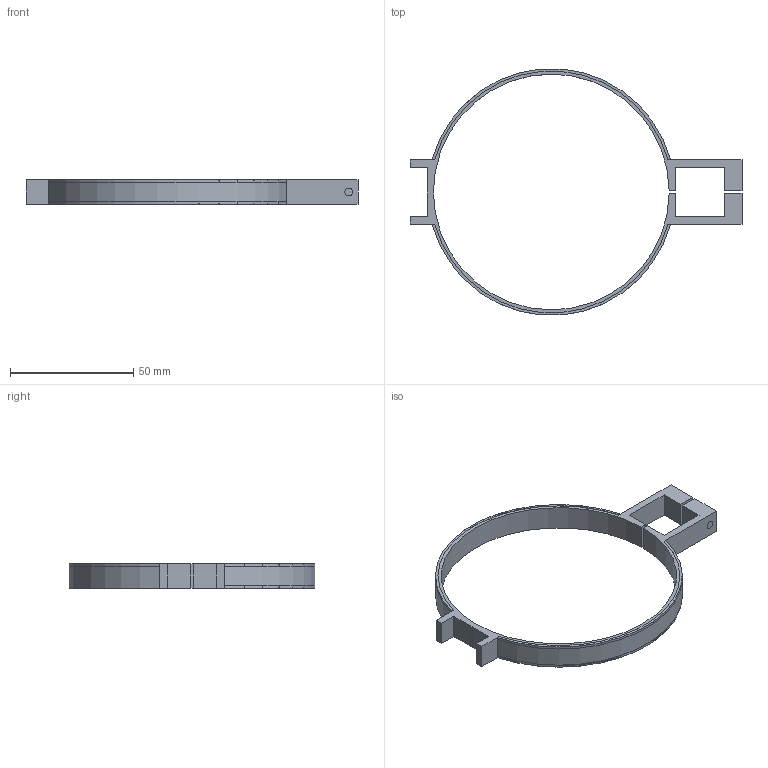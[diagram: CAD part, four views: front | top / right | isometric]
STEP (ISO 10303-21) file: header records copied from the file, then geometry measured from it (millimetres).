
FILE_DESCRIPTION(('FreeCAD Model'),'2;1');
FILE_NAME('Open CASCADE Shape Model','2023-06-15T09:19:04',('Author'),( ''),'Open CASCADE STEP processor 7.6','FreeCAD','Unknown');
FILE_SCHEMA(('AUTOMOTIVE_DESIGN { 1 0 10303 214 1 1 1 1 }'));
Length unit declared in the file: millimetre
Products named in the file (10): PedFlesHolderBottom; Bottom; Fillet002; Fillet001; Hole003; Sketch007; Halsholder001; Baseholder001; Hole002; Sketch005
Assembly tree (9 placements, depth 2):
  PedFlesHolderBottom
    Bottom
    Fillet002
    Fillet001
    Hole003
    Sketch007
    Halsholder001
    Baseholder001
    Hole002
    Sketch005
Bounding box: 134.5 x 99.62 x 10 mm (x, y, z)
Volume: 62984.2 mm3; surface area: 61319.3 mm2
Topology: 6 solids, 6 shells, 188 faces, 566 edges, 416 vertices
Faces by surface type: plane 150, cylinder 31, torus 7
Full cylindrical faces by diameter (mm): 3.2 x13
Entity records: 14221 total; most frequent: CARTESIAN_POINT 3002, DIRECTION 2061, LINE 1476, VECTOR 1476, ORIENTED_EDGE 1076, PCURVE 1076, DEFINITIONAL_REPRESENTATION 1076, EDGE_CURVE 538
